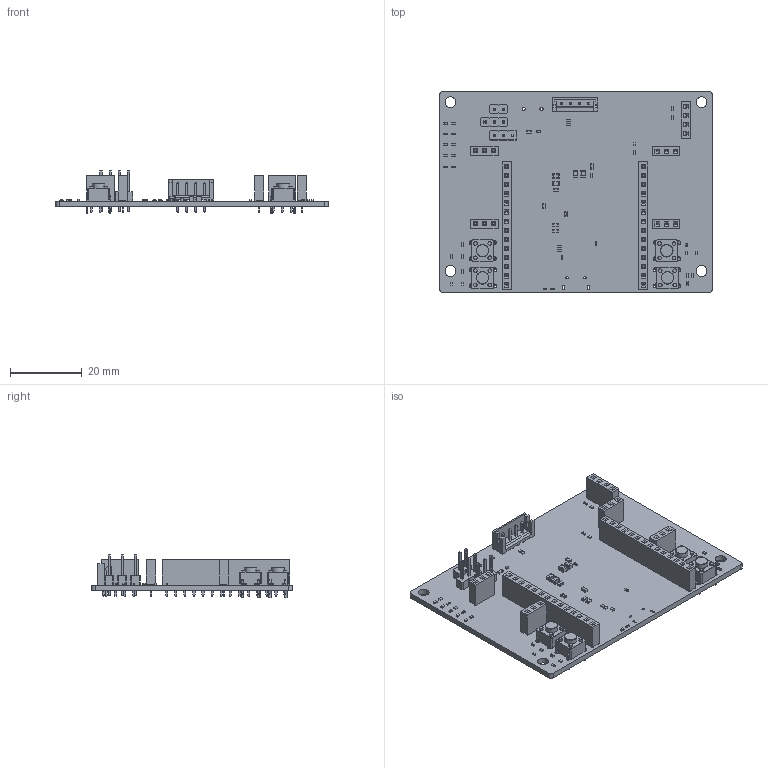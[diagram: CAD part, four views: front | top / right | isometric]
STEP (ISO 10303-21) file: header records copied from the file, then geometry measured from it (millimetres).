
FILE_DESCRIPTION(('KiCad electronic assembly'),'2;1');
FILE_NAME('P_ytka g__wna.step','2024-05-11T22:35:18',('Pcbnew'),('Kicad' ),'Open CASCADE STEP processor 7.7','KiCad to STEP converter', 'Unknown');
FILE_SCHEMA(('AUTOMOTIVE_DESIGN { 1 0 10303 214 1 1 1 1 }'));
Length unit declared in the file: millimetre
Products named in the file (28): P_ytka g__wna 1; C_0805_2012Metric; R_0603_1608Metric; LED_0402_1005Metric; C_0402_1005Metric; PinSocket_1x03_P2.54mm_Vertical; PinSocket_1x03_P254mm_Vertical; C_0603_1608Metric; R_0402_1005Metric; PinHeader_1x03_P2.54mm_Vertical; PinHeader_1x03_P254mm_Vertical; PinSocket_1x14_P2.54mm_Vertical; PinSocket_1x14_P254mm_Vertical; PinSocket_1x04_P2.54mm_Vertical; PinSocket_1x04_P254mm_Vertical; SW_PUSH_6mm_H5mm; SW_PUSH_6mm_h5mm; PinHeader_1x02_P2.54mm_Vertical; PinHeader_1x02_P254mm_Vertical; JST_EH_B4B-EH-A_1x04_P2.50mm_Vertical; JST_B4B_EH_A; PÅytka gÅÃ³wna_PCB
Assembly tree (76 placements, depth 3):
  P_ytka g__wna 1
    C_0805_2012Metric  x4
      C_0805_2012Metric
    R_0603_1608Metric  x5
      R_0603_1608Metric
    LED_0402_1005Metric  x8
      LED_0402_1005Metric
    C_0402_1005Metric  x6
      C_0402_1005Metric
    PinSocket_1x03_P2.54mm_Vertical  x4
      PinSocket_1x03_P254mm_Vertical
    C_0603_1608Metric  x2
      C_0603_1608Metric
    R_0402_1005Metric  x22
      R_0402_1005Metric
    PinHeader_1x03_P2.54mm_Vertical  x2
      PinHeader_1x03_P254mm_Vertical
    PinSocket_1x14_P2.54mm_Vertical  x2
      PinSocket_1x14_P254mm_Vertical
    PinSocket_1x04_P2.54mm_Vertical
      PinSocket_1x04_P254mm_Vertical
    SW_PUSH_6mm_H5mm  x4
      SW_PUSH_6mm_h5mm
    PinHeader_1x02_P2.54mm_Vertical
      PinHeader_1x02_P254mm_Vertical
    JST_EH_B4B-EH-A_1x04_P2.50mm_Vertical
      JST_B4B_EH_A
    PÅytka gÅÃ³wna_PCB
Bounding box: 76 x 56.07 x 12.04 mm (x, y, z)
Volume: 9431.8 mm3; surface area: 14381.1 mm2
Topology: 63 solids, 63 shells, 3726 faces, 9672 edges, 6280 vertices
Faces by surface type: plane 3044, cylinder 678, torus 4
Full cylindrical faces by diameter (mm): 0.9 x2, 0.95 x4, 1 x68, 1.1 x16, 3 x4, 3.5 x4
Entity records: 49665 total; most frequent: CARTESIAN_POINT 7090, ORIENTED_EDGE 6892, DIRECTION 6640, EDGE_CURVE 3446, LINE 3066, VECTOR 3066, VERTEX_POINT 2237, AXIS2_PLACEMENT_3D 1787
